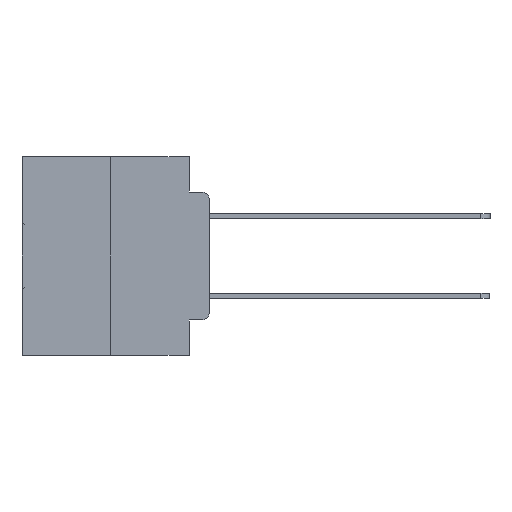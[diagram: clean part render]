
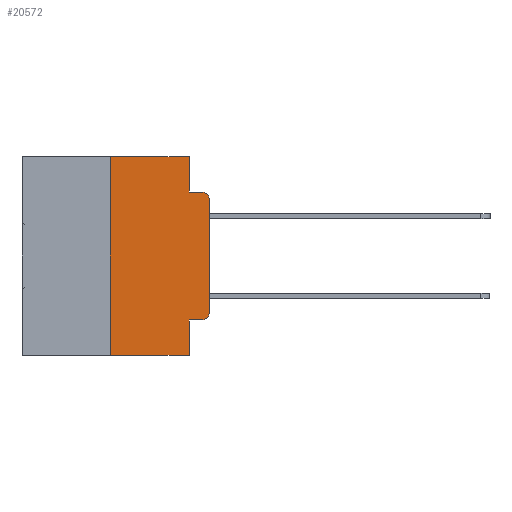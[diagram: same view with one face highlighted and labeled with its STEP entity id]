
A CAD part, left-side view. The second image highlights one B-rep face of the part: STEP entity #20572.
In plain terms, the highlighted planar face has unit normal (-1, 0, 0).
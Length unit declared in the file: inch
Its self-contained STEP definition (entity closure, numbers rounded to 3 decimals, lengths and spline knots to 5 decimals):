
#175 = LINE ( 'NONE', #18344, #19776 ) ;
#1203 = VERTEX_POINT ( 'NONE', #31223 ) ;
#1419 = LINE ( 'NONE', #8738, #14963 ) ;
#1471 = DIRECTION ( 'NONE',  ( 0., 0., -1. ) ) ;
#1556 = DIRECTION ( 'NONE',  ( 0., 0., -1. ) ) ;
#1800 = VERTEX_POINT ( 'NONE', #13601 ) ;
#2268 = CARTESIAN_POINT ( 'NONE',  ( 0., 0.02, -0.4115 ) ) ;
#3004 = VECTOR ( 'NONE', #15125, 39.37008 ) ;
#3407 = EDGE_CURVE ( 'NONE', #12499, #13370, #19485, .T. ) ;
#3554 = CARTESIAN_POINT ( 'NONE',  ( 0., 0.051, -0.4115 ) ) ;
#4038 = CARTESIAN_POINT ( 'NONE',  ( 0., 0.051, -0.4115 ) ) ;
#4275 = CARTESIAN_POINT ( 'NONE',  ( 0., 0.02, -0.1085 ) ) ;
#4757 = VERTEX_POINT ( 'NONE', #8817 ) ;
#4994 = DIRECTION ( 'NONE',  ( 0., 0., -1. ) ) ;
#5126 = CARTESIAN_POINT ( 'NONE',  ( 0., 0.473, -0.5 ) ) ;
#5294 = EDGE_CURVE ( 'NONE', #12499, #26056, #8875, .T. ) ;
#7059 = DIRECTION ( 'NONE',  ( 0., 0., -1. ) ) ;
#8738 = CARTESIAN_POINT ( 'NONE',  ( 0., 0.051, 0. ) ) ;
#8768 = AXIS2_PLACEMENT_3D ( 'NONE', #4275, #22531, #7059 ) ;
#8817 = CARTESIAN_POINT ( 'NONE',  ( 0., 0.25, -0.5 ) ) ;
#8875 = LINE ( 'NONE', #31476, #15847 ) ;
#8942 = EDGE_CURVE ( 'NONE', #4757, #28644, #175, .T. ) ;
#9541 = CARTESIAN_POINT ( 'NONE',  ( 0., 0., -0.1085 ) ) ;
#9694 = AXIS2_PLACEMENT_3D ( 'NONE', #12277, #17563, #1556 ) ;
#9815 = FACE_OUTER_BOUND ( 'NONE', #24404, .T. ) ;
#10285 = DIRECTION ( 'NONE',  ( 0., -1., 0. ) ) ;
#10663 = DIRECTION ( 'NONE',  ( 0., 0., 1. ) ) ;
#11615 = VECTOR ( 'NONE', #10285, 39.37008 ) ;
#12277 = CARTESIAN_POINT ( 'NONE',  ( 0., 0.473, 0. ) ) ;
#12499 = VERTEX_POINT ( 'NONE', #3554 ) ;
#12505 = CARTESIAN_POINT ( 'NONE',  ( 0., 0., 0. ) ) ;
#12705 = VECTOR ( 'NONE', #31286, 39.37008 ) ;
#13202 = DIRECTION ( 'NONE',  ( 0., -1., 0. ) ) ;
#13316 = CARTESIAN_POINT ( 'NONE',  ( 0., 0.473, 0. ) ) ;
#13370 = VERTEX_POINT ( 'NONE', #2268 ) ;
#13601 = CARTESIAN_POINT ( 'NONE',  ( 0., 0., -0.3915 ) ) ;
#14018 = VERTEX_POINT ( 'NONE', #18283 ) ;
#14036 = DIRECTION ( 'NONE',  ( 0., 0., -1. ) ) ;
#14230 = EDGE_CURVE ( 'NONE', #1203, #32801, #1419, .T. ) ;
#14963 = VECTOR ( 'NONE', #14036, 39.37008 ) ;
#14989 = CARTESIAN_POINT ( 'NONE',  ( 0., 0.25, 0. ) ) ;
#15125 = DIRECTION ( 'NONE',  ( 0., 0., 1. ) ) ;
#15227 = VECTOR ( 'NONE', #13202, 39.37008 ) ;
#15847 = VECTOR ( 'NONE', #4994, 39.37008 ) ;
#15918 = DIRECTION ( 'NONE',  ( 0., -1., 0. ) ) ;
#15962 = EDGE_CURVE ( 'NONE', #32801, #14018, #25209, .T. ) ;
#17352 = CARTESIAN_POINT ( 'NONE',  ( 0., 0.051, -0.5 ) ) ;
#17494 = DIRECTION ( 'NONE',  ( -1., 0., 0. ) ) ;
#17563 = DIRECTION ( 'NONE',  ( 1., 0., 0. ) ) ;
#18283 = CARTESIAN_POINT ( 'NONE',  ( 0., 0.02, -0.0885 ) ) ;
#18344 = CARTESIAN_POINT ( 'NONE',  ( 0., 0.25, 0. ) ) ;
#18839 = AXIS2_PLACEMENT_3D ( 'NONE', #32757, #17494, #1471 ) ;
#19273 = VERTEX_POINT ( 'NONE', #9541 ) ;
#19321 = EDGE_CURVE ( 'NONE', #19273, #14018, #22932, .T. ) ;
#19485 = LINE ( 'NONE', #4038, #12705 ) ;
#19560 = EDGE_CURVE ( 'NONE', #28644, #1203, #22529, .T. ) ;
#19776 = VECTOR ( 'NONE', #10663, 39.37008 ) ;
#20572 = ADVANCED_FACE ( 'NONE', ( #9815 ), #32837, .F. ) ;
#21107 = LINE ( 'NONE', #5126, #15227 ) ;
#21701 = CARTESIAN_POINT ( 'NONE',  ( 0., 0.051, -0.0885 ) ) ;
#21719 = VECTOR ( 'NONE', #15918, 39.37008 ) ;
#22529 = LINE ( 'NONE', #13316, #21719 ) ;
#22531 = DIRECTION ( 'NONE',  ( -1., 0., 0. ) ) ;
#22932 = CIRCLE ( 'NONE', #8768, 0.02 ) ;
#23874 = LINE ( 'NONE', #12505, #3004 ) ;
#24404 = EDGE_LOOP ( 'NONE', ( #28125, #28061, #27634, #27464, #27162, #27041, #26749, #26657, #26563, #26038 ) ) ;
#24880 = EDGE_CURVE ( 'NONE', #4757, #26056, #21107, .T. ) ;
#25209 = LINE ( 'NONE', #25641, #11615 ) ;
#25584 = CIRCLE ( 'NONE', #18839, 0.02 ) ;
#25641 = CARTESIAN_POINT ( 'NONE',  ( 0., 0.051, -0.0885 ) ) ;
#26038 = ORIENTED_EDGE ( 'NONE', *, *, #33632, .T. ) ;
#26056 = VERTEX_POINT ( 'NONE', #17352 ) ;
#26152 = EDGE_CURVE ( 'NONE', #1800, #19273, #23874, .T. ) ;
#26563 = ORIENTED_EDGE ( 'NONE', *, *, #3407, .T. ) ;
#26657 = ORIENTED_EDGE ( 'NONE', *, *, #5294, .F. ) ;
#26749 = ORIENTED_EDGE ( 'NONE', *, *, #24880, .T. ) ;
#27041 = ORIENTED_EDGE ( 'NONE', *, *, #8942, .F. ) ;
#27162 = ORIENTED_EDGE ( 'NONE', *, *, #19560, .F. ) ;
#27464 = ORIENTED_EDGE ( 'NONE', *, *, #14230, .F. ) ;
#27634 = ORIENTED_EDGE ( 'NONE', *, *, #15962, .F. ) ;
#28061 = ORIENTED_EDGE ( 'NONE', *, *, #19321, .T. ) ;
#28125 = ORIENTED_EDGE ( 'NONE', *, *, #26152, .T. ) ;
#28644 = VERTEX_POINT ( 'NONE', #14989 ) ;
#31223 = CARTESIAN_POINT ( 'NONE',  ( 0., 0.051, 0. ) ) ;
#31286 = DIRECTION ( 'NONE',  ( 0., -1., 0. ) ) ;
#31476 = CARTESIAN_POINT ( 'NONE',  ( 0., 0.051, 0. ) ) ;
#32757 = CARTESIAN_POINT ( 'NONE',  ( 0., 0.02, -0.3915 ) ) ;
#32801 = VERTEX_POINT ( 'NONE', #21701 ) ;
#32837 = PLANE ( 'NONE',  #9694 ) ;
#33632 = EDGE_CURVE ( 'NONE', #13370, #1800, #25584, .T. ) ;
